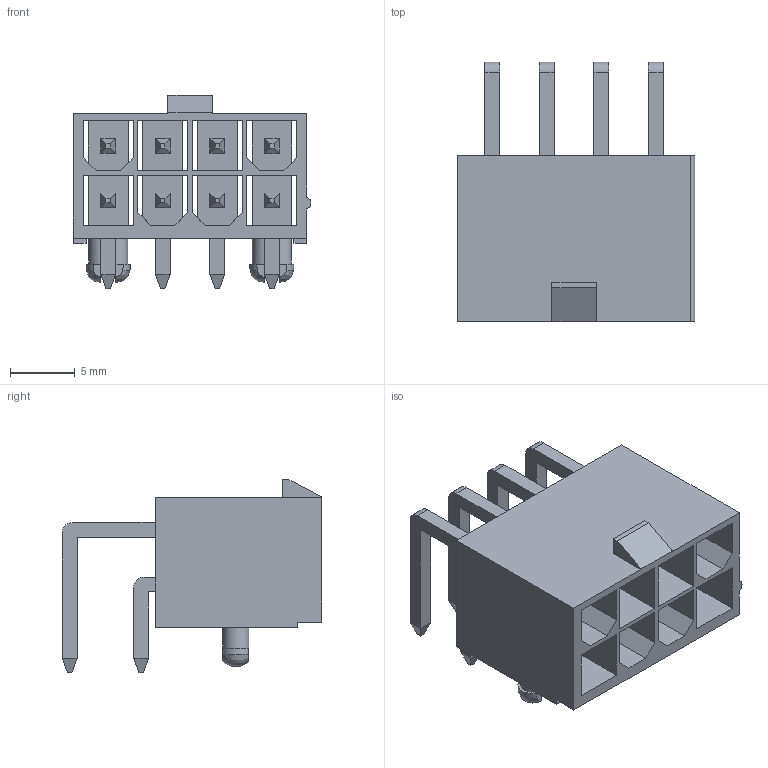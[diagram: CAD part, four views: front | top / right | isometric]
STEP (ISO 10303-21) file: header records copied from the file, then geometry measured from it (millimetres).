
FILE_DESCRIPTION(/* description */ ('Unknown'),/* implementation_level */ '2;1');
FILE_NAME(/* name */ '649008227222',/* time_stamp */ '2019-08-14T15:32:01+02:00',/* author */ ('Unknown'),/* organization */ ('Unknown'),/* preprocessor_version */ 'ST-DEVELOPER v16.7',/* originating_system */ 'DEX',/* authorisation */ $);
FILE_SCHEMA (('AUTOMOTIVE_DESIGN {1 0 10303 214 3 1 1}'));
Length unit declared in the file: millimetre
Products named in the file (4): 6490xx227222; 649008227222; 6490xx227222_PIN; 6490xx227222_PIN_BIS
Assembly tree (9 placements, depth 2):
  6490xx227222
    649008227222
    6490xx227222_PIN  x4
    6490xx227222_PIN_BIS  x4
Bounding box: 18.3 x 19.97 x 14.9 mm (x, y, z)
Volume: 1228.2 mm3; surface area: 3545.7 mm2
Topology: 9 solids, 9 shells, 335 faces, 847 edges, 530 vertices
Faces by surface type: plane 310, cylinder 13, bspline 12
Entity records: 7699 total; most frequent: CARTESIAN_POINT 1794, ORIENTED_EDGE 1250, DIRECTION 1049, EDGE_CURVE 625, LINE 567, VECTOR 567, VERTEX_POINT 398, EDGE_LOOP 281
